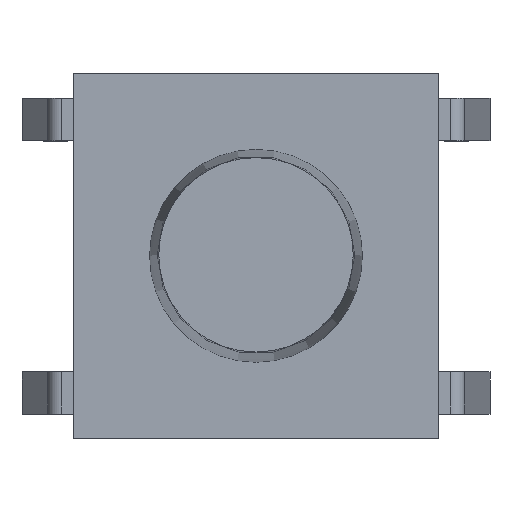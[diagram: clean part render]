
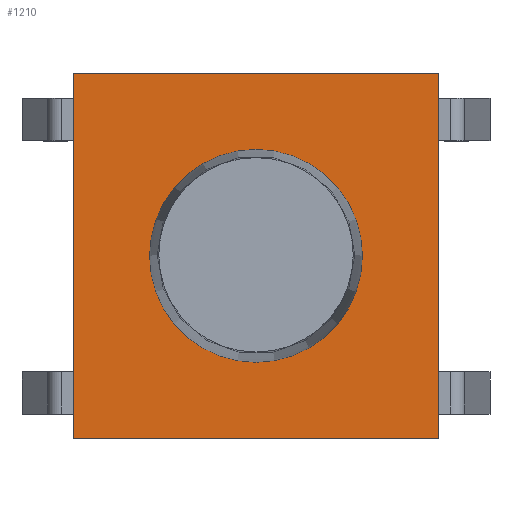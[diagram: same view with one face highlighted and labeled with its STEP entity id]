
A CAD part, top view. The second image highlights one B-rep face of the part: STEP entity #1210.
In plain terms, the highlighted planar face has unit normal (0, 0, 1).
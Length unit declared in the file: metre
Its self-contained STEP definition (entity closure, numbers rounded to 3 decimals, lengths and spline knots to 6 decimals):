
#148=LINE('',#2222,#296);
#152=LINE('',#2230,#300);
#155=LINE('',#2236,#303);
#157=LINE('',#2239,#305);
#296=VECTOR('',#1892,1.);
#300=VECTOR('',#1898,1.);
#303=VECTOR('',#1903,1.);
#305=VECTOR('',#1907,1.);
#420=PLANE('',#1610);
#730=ORIENTED_EDGE('',*,*,#886,.F.);
#731=ORIENTED_EDGE('',*,*,#890,.T.);
#732=ORIENTED_EDGE('',*,*,#893,.T.);
#733=ORIENTED_EDGE('',*,*,#895,.F.);
#886=EDGE_CURVE('',#996,#997,#148,.T.);
#890=EDGE_CURVE('',#996,#999,#152,.T.);
#893=EDGE_CURVE('',#999,#1001,#155,.T.);
#895=EDGE_CURVE('',#997,#1001,#157,.T.);
#996=VERTEX_POINT('',#2221);
#997=VERTEX_POINT('',#2223);
#999=VERTEX_POINT('',#2229);
#1001=VERTEX_POINT('',#2235);
#1078=EDGE_LOOP('',(#730,#731,#732,#733));
#1146=FACE_BOUND('',#1078,.T.);
#1210=ADVANCED_FACE('',(#1146),#420,.T.);
#1610=AXIS2_PLACEMENT_3D('',#2240,#1908,#1909);
#1892=DIRECTION('',(1.,0.,0.));
#1898=DIRECTION('',(0.,-1.,0.));
#1903=DIRECTION('',(1.,0.,0.));
#1907=DIRECTION('',(0.,-1.,0.));
#1908=DIRECTION('',(0.,0.,1.));
#1909=DIRECTION('',(1.,0.,0.));
#2221=CARTESIAN_POINT('',(-0.003,0.003,0.0034));
#2222=CARTESIAN_POINT('',(0.,0.003,0.0034));
#2223=CARTESIAN_POINT('',(0.003,0.003,0.0034));
#2229=CARTESIAN_POINT('',(-0.003,-0.003,0.0034));
#2230=CARTESIAN_POINT('',(-0.003,0.,0.0034));
#2235=CARTESIAN_POINT('',(0.003,-0.003,0.0034));
#2236=CARTESIAN_POINT('',(0.,-0.003,0.0034));
#2239=CARTESIAN_POINT('',(0.003,0.,0.0034));
#2240=CARTESIAN_POINT('',(0.,0.,0.0034));
